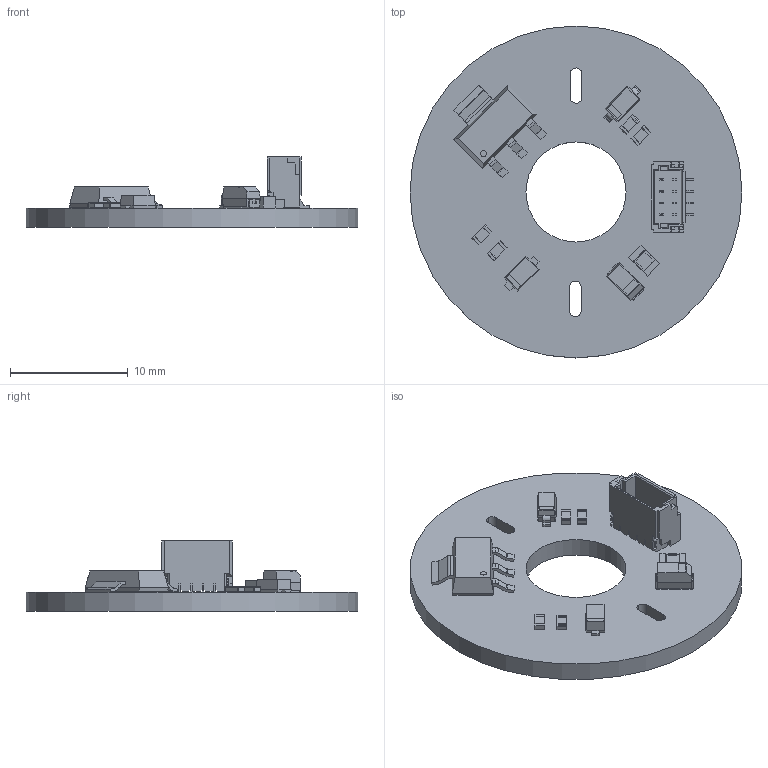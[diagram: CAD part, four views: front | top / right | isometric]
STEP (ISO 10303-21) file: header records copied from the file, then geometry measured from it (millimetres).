
FILE_DESCRIPTION(('FreeCAD Model'),'2;1');
FILE_NAME('Open CASCADE Shape Model','2021-08-03T14:01:47',(''),(''), 'Open CASCADE STEP processor 7.4','FreeCAD','Unknown');
FILE_SCHEMA(('AUTOMOTIVE_DESIGN { 1 0 10303 214 1 1 1 1 }'));
Length unit declared in the file: millimetre
Products named in the file (15): pixel-pump-motor-board; Board_Geoms_9d59; Pcb_9d59; Step_Models_9d59; Top_9d59; U1_part_634ee303dea5; Q1_LD1117S33CTR_9a871403e764; C1_CP_EIA_3216_18_Kemet_A_fbe38922cb6f; J1_BM04B-SRSS-TBT(LF)(SN)_d963deebeacb[2]; R1_R_0603_1608Metric_67cf9d6c3e10; R4_R_0603_1608Metric_81c35de960c8; R2_R_0603_1608Metric_22819df6cb3b; D2_D_SOD_123_ec3456ff0c7e; R3_R_0603_1608Metric_e2a6386c7655; D1_D_SOD_123F_95caba32a88d
Assembly tree (14 placements, depth 4):
  pixel-pump-motor-board
    Board_Geoms_9d59
      Pcb_9d59
    Step_Models_9d59
      Top_9d59
        U1_part_634ee303dea5
        Q1_LD1117S33CTR_9a871403e764
        C1_CP_EIA_3216_18_Kemet_A_fbe38922cb6f
        J1_BM04B-SRSS-TBT(LF)(SN)_d963deebeacb[2]
        R1_R_0603_1608Metric_67cf9d6c3e10
        R4_R_0603_1608Metric_81c35de960c8
        R2_R_0603_1608Metric_22819df6cb3b
        D2_D_SOD_123_ec3456ff0c7e
        R3_R_0603_1608Metric_e2a6386c7655
        D1_D_SOD_123F_95caba32a88d
Bounding box: 28.2 x 28.2 x 5.95 mm (x, y, z)
Volume: 996.4 mm3; surface area: 1746.8 mm2
Topology: 35 solids, 35 shells, 666 faces, 3658 edges, 9082 vertices
Faces by surface type: plane 526, cylinder 95, bspline 45
Full cylindrical faces by diameter (mm): 8.5 x1, 28.2 x1
Entity records: 52274 total; most frequent: CARTESIAN_POINT 14748, DIRECTION 5210, ORIENTED_EDGE 3308, LINE 3238, VECTOR 3238, GEOMETRIC_CURVE_SET 2007, TRIMMED_CURVE 2004, EDGE_CURVE 1654
